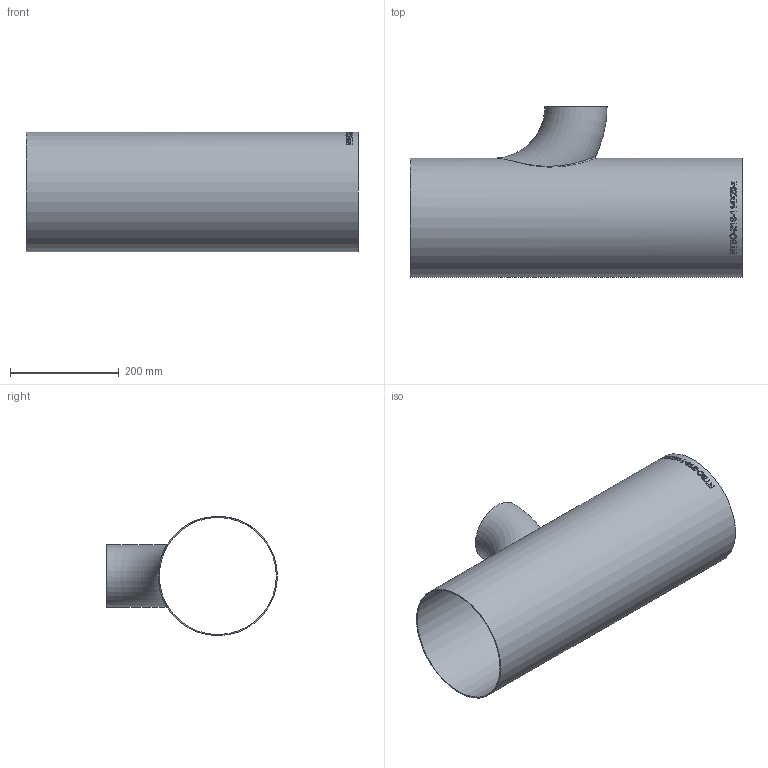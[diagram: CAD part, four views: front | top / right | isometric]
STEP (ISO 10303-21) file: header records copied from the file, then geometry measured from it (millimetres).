
FILE_DESCRIPTION (( 'STEP AP214' ), '1' );
FILE_NAME ('RTBO-219-114X20-x T-Bogen reduziert 2005.STEP', '2020-05-25T08:37:24', ( '' ), ( '' ), 'SwSTEP 2.0', 'SolidWorks 2019', '' );
FILE_SCHEMA (( 'AUTOMOTIVE_DESIGN' ));
Length unit declared in the file: millimetre
Products named in the file (1): RTBO-219-114X20-x T-Bogen reduziert 2005
Bounding box: 610 x 313.95 x 219.1 mm (x, y, z)
Volume: 836745.7 mm3; surface area: 891561.1 mm2
Topology: 1 solids, 1 shells, 215 faces, 566 edges, 378 vertices
Faces by surface type: bspline 105, plane 82, cylinder 26, torus 2
Full cylindrical faces by diameter (mm): 215.1 x1, 219.1 x1
Entity records: 33844 total; most frequent: CARTESIAN_POINT 27222, ORIENTED_EDGE 1112, EDGE_CURVE 556, DIRECTION 539, VERTEX_POINT 374, B_SPLINE_CURVE_WITH_KNOTS 337, EDGE_LOOP 250, FACE_OUTER_BOUND 221
